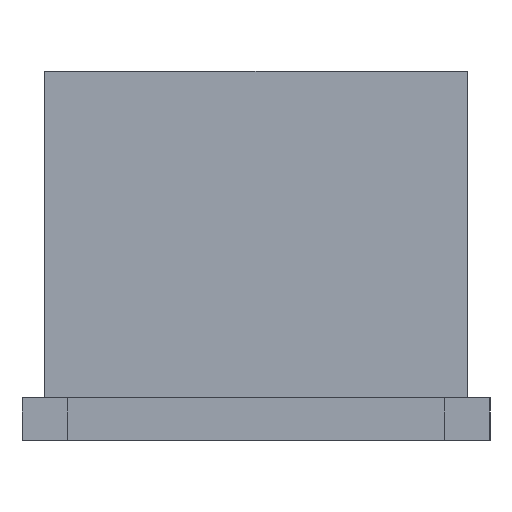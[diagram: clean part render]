
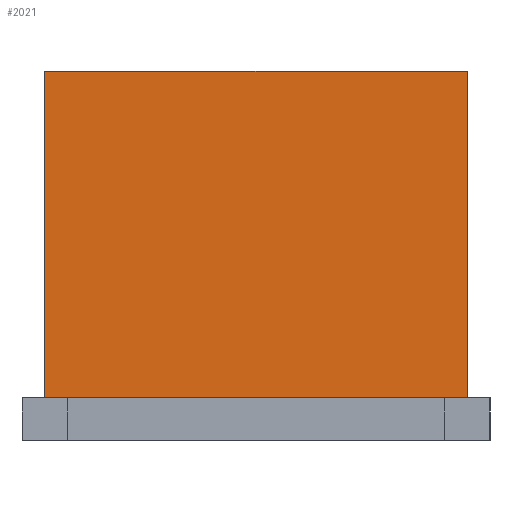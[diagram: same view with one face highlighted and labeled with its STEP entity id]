
A CAD part, left-side view. The second image highlights one B-rep face of the part: STEP entity #2021.
In plain terms, the highlighted planar face has unit normal (-1, 0, 0).
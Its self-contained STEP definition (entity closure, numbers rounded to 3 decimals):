
#1923 = EDGE_CURVE('',#1924,#1926,#1928,.T.);
#1924 = VERTEX_POINT('',#1925);
#1925 = CARTESIAN_POINT('',(-9.2,-7.9,0.));
#1926 = VERTEX_POINT('',#1927);
#1927 = CARTESIAN_POINT('',(-9.2,-7.9,12.2));
#1928 = LINE('',#1929,#1930);
#1929 = CARTESIAN_POINT('',(-9.2,-7.9,0.));
#1930 = VECTOR('',#1931,1.);
#1931 = DIRECTION('',(0.,0.,1.));
#1996 = VERTEX_POINT('',#1997);
#1997 = CARTESIAN_POINT('',(-9.2,7.9,12.2));
#2003 = EDGE_CURVE('',#2004,#1996,#2006,.T.);
#2004 = VERTEX_POINT('',#2005);
#2005 = CARTESIAN_POINT('',(-9.2,7.9,0.));
#2006 = LINE('',#2007,#2008);
#2007 = CARTESIAN_POINT('',(-9.2,7.9,0.));
#2008 = VECTOR('',#2009,1.);
#2009 = DIRECTION('',(0.,0.,1.));
#2021 = ADVANCED_FACE('',(#2022),#2038,.F.);
#2022 = FACE_BOUND('',#2023,.F.);
#2023 = EDGE_LOOP('',(#2024,#2025,#2031,#2032));
#2024 = ORIENTED_EDGE('',*,*,#2003,.T.);
#2025 = ORIENTED_EDGE('',*,*,#2026,.T.);
#2026 = EDGE_CURVE('',#1996,#1926,#2027,.T.);
#2027 = LINE('',#2028,#2029);
#2028 = CARTESIAN_POINT('',(-9.2,7.9,12.2));
#2029 = VECTOR('',#2030,1.);
#2030 = DIRECTION('',(0.,-1.,0.));
#2031 = ORIENTED_EDGE('',*,*,#1923,.F.);
#2032 = ORIENTED_EDGE('',*,*,#2033,.F.);
#2033 = EDGE_CURVE('',#2004,#1924,#2034,.T.);
#2034 = LINE('',#2035,#2036);
#2035 = CARTESIAN_POINT('',(-9.2,7.9,0.));
#2036 = VECTOR('',#2037,1.);
#2037 = DIRECTION('',(0.,-1.,0.));
#2038 = PLANE('',#2039);
#2039 = AXIS2_PLACEMENT_3D('',#2040,#2041,#2042);
#2040 = CARTESIAN_POINT('',(-9.2,7.9,0.));
#2041 = DIRECTION('',(1.,0.,-0.));
#2042 = DIRECTION('',(0.,-1.,0.));
